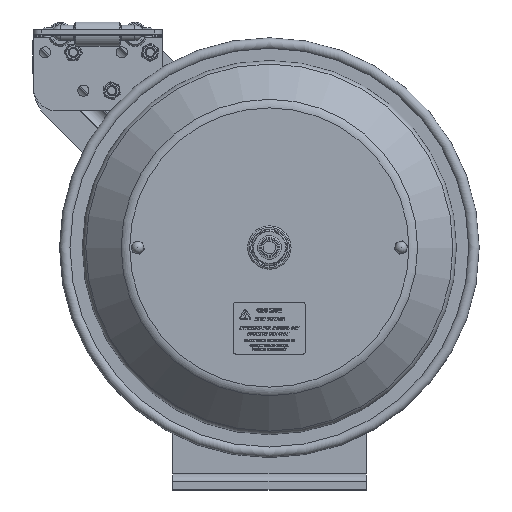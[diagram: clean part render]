
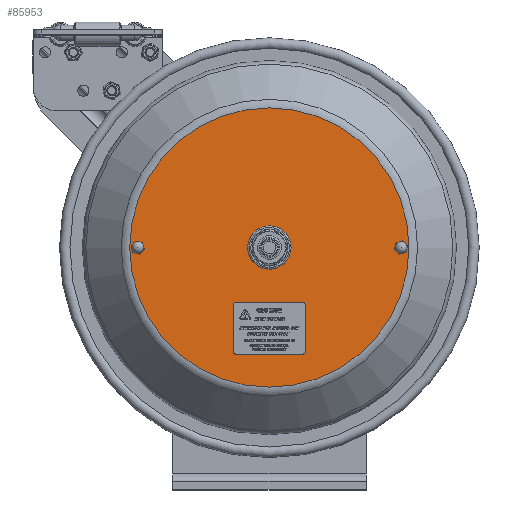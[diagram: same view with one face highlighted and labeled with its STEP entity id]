
A CAD part, top view. The second image highlights one B-rep face of the part: STEP entity #85953.
In plain terms, the highlighted planar face has unit normal (0, 0, 1).
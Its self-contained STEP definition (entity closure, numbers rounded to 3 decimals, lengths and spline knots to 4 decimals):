
#4926=FACE_BOUND('',#11497,.T.);
#4927=FACE_BOUND('',#11498,.T.);
#4928=FACE_BOUND('',#11499,.T.);
#6416=CIRCLE('',#91017,4.325);
#6417=CIRCLE('',#91018,4.325);
#6419=CIRCLE('',#91021,0.625);
#6420=CIRCLE('',#91022,0.1094);
#6421=CIRCLE('',#91023,0.1094);
#7807=FACE_OUTER_BOUND('',#11496,.T.);
#11496=EDGE_LOOP('',(#61348,#61349));
#11497=EDGE_LOOP('',(#61350));
#11498=EDGE_LOOP('',(#61351));
#11499=EDGE_LOOP('',(#61352));
#34651=VERTEX_POINT('',#117011);
#34652=VERTEX_POINT('',#117012);
#34653=VERTEX_POINT('',#117017);
#34654=VERTEX_POINT('',#117019);
#34655=VERTEX_POINT('',#117021);
#45797=EDGE_CURVE('',#34651,#34652,#6416,.T.);
#45798=EDGE_CURVE('',#34652,#34651,#6417,.T.);
#45800=EDGE_CURVE('',#34653,#34653,#6419,.T.);
#45801=EDGE_CURVE('',#34654,#34654,#6420,.T.);
#45802=EDGE_CURVE('',#34655,#34655,#6421,.T.);
#61348=ORIENTED_EDGE('',*,*,#45797,.T.);
#61349=ORIENTED_EDGE('',*,*,#45798,.T.);
#61350=ORIENTED_EDGE('',*,*,#45800,.T.);
#61351=ORIENTED_EDGE('',*,*,#45801,.T.);
#61352=ORIENTED_EDGE('',*,*,#45802,.T.);
#79813=PLANE('',#91020);
#85953=ADVANCED_FACE('',(#7807,#4926,#4927,#4928),#79813,.T.);
#91017=AXIS2_PLACEMENT_3D('',#117013,#98156,#98157);
#91018=AXIS2_PLACEMENT_3D('',#117014,#98158,#98159);
#91020=AXIS2_PLACEMENT_3D('',#117016,#98162,#98163);
#91021=AXIS2_PLACEMENT_3D('',#117018,#98164,#98165);
#91022=AXIS2_PLACEMENT_3D('',#117020,#98166,#98167);
#91023=AXIS2_PLACEMENT_3D('',#117022,#98168,#98169);
#98156=DIRECTION('center_axis',(0.,0.,1.));
#98157=DIRECTION('ref_axis',(-1.,0.,0.));
#98158=DIRECTION('center_axis',(0.,0.,1.));
#98159=DIRECTION('ref_axis',(-1.,0.,0.));
#98162=DIRECTION('center_axis',(0.,0.,1.));
#98163=DIRECTION('ref_axis',(0.,-1.,0.));
#98164=DIRECTION('center_axis',(0.,0.,-1.));
#98165=DIRECTION('ref_axis',(-1.,0.,0.));
#98166=DIRECTION('center_axis',(0.,0.,-1.));
#98167=DIRECTION('ref_axis',(1.,0.,0.));
#98168=DIRECTION('center_axis',(0.,0.,-1.));
#98169=DIRECTION('ref_axis',(1.,0.,0.));
#117011=CARTESIAN_POINT('',(-4.33,0.,6.4506));
#117012=CARTESIAN_POINT('',(-0.005,4.325,6.4506));
#117013=CARTESIAN_POINT('Origin',(-0.005,0.,
6.4506));
#117014=CARTESIAN_POINT('Origin',(-0.005,0.,
6.4506));
#117016=CARTESIAN_POINT('Origin',(-2.1675,0.,
6.4506));
#117017=CARTESIAN_POINT('',(0.62,0.,6.4506));
#117018=CARTESIAN_POINT('Origin',(-0.005,0.,
6.4506));
#117019=CARTESIAN_POINT('',(-3.9737,0.,6.4506));
#117020=CARTESIAN_POINT('Origin',(-4.0831,0.,
6.4506));
#117021=CARTESIAN_POINT('',(4.1825,0.,6.4506));
#117022=CARTESIAN_POINT('Origin',(4.0731,0.,
6.4506));
